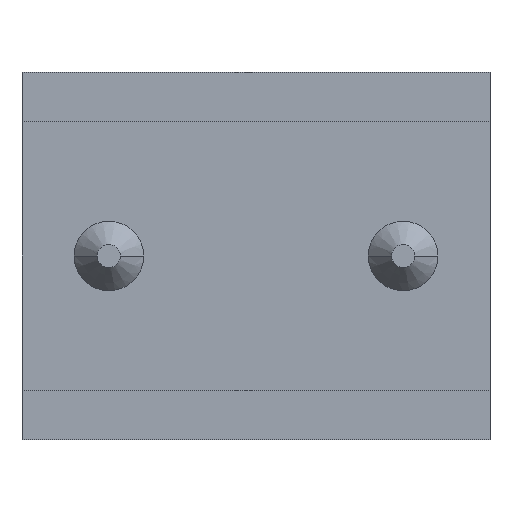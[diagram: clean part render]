
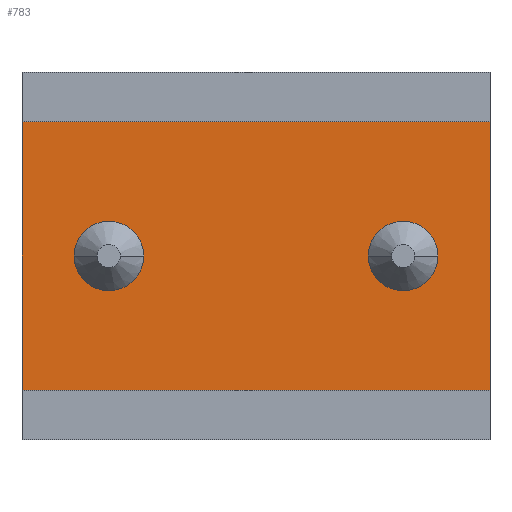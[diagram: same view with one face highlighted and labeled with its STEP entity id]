
A CAD part, front view. The second image highlights one B-rep face of the part: STEP entity #783.
In plain terms, the highlighted planar face has unit normal (0, -1, 0).
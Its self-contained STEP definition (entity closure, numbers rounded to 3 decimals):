
#153=DIRECTION('',(0.,0.,1.));
#154=VECTOR('',#153,4.63);
#155=CARTESIAN_POINT('',(4.04,-0.9,-2.315));
#156=LINE('',#155,#154);
#169=DIRECTION('',(0.,0.,-1.));
#170=VECTOR('',#169,4.63);
#171=CARTESIAN_POINT('',(-4.04,-0.9,2.315));
#172=LINE('',#171,#170);
#185=DIRECTION('',(-1.,0.,0.));
#186=VECTOR('',#185,8.08);
#187=CARTESIAN_POINT('',(4.04,-0.9,-2.315));
#188=LINE('',#187,#186);
#189=CARTESIAN_POINT('',(-2.54,-0.9,0.));
#190=DIRECTION('',(0.,1.,0.));
#191=DIRECTION('',(1.,0.,0.));
#192=AXIS2_PLACEMENT_3D('',#189,#190,#191);
#194=CARTESIAN_POINT('',(-2.54,-0.9,0.));
#195=DIRECTION('',(0.,1.,0.));
#196=DIRECTION('',(-1.,0.,0.));
#197=AXIS2_PLACEMENT_3D('',#194,#195,#196);
#199=CARTESIAN_POINT('',(2.54,-0.9,0.));
#200=DIRECTION('',(0.,1.,0.));
#201=DIRECTION('',(1.,0.,0.));
#202=AXIS2_PLACEMENT_3D('',#199,#200,#201);
#204=CARTESIAN_POINT('',(2.54,-0.9,0.));
#205=DIRECTION('',(0.,1.,0.));
#206=DIRECTION('',(-1.,0.,0.));
#207=AXIS2_PLACEMENT_3D('',#204,#205,#206);
#209=DIRECTION('',(-1.,0.,0.));
#210=VECTOR('',#209,8.08);
#211=CARTESIAN_POINT('',(4.04,-0.9,2.315));
#212=LINE('',#211,#210);
#421=CARTESIAN_POINT('',(-4.04,-0.9,2.315));
#422=CARTESIAN_POINT('',(-4.04,-0.9,-2.315));
#423=VERTEX_POINT('',#421);
#424=VERTEX_POINT('',#422);
#433=CARTESIAN_POINT('',(4.04,-0.9,-2.315));
#434=VERTEX_POINT('',#433);
#435=CARTESIAN_POINT('',(4.04,-0.9,2.315));
#436=VERTEX_POINT('',#435);
#441=CARTESIAN_POINT('',(-1.94,-0.9,0.));
#442=CARTESIAN_POINT('',(-3.14,-0.9,0.));
#443=VERTEX_POINT('',#441);
#444=VERTEX_POINT('',#442);
#485=CARTESIAN_POINT('',(3.14,-0.9,0.));
#486=CARTESIAN_POINT('',(1.94,-0.9,0.));
#487=VERTEX_POINT('',#485);
#488=VERTEX_POINT('',#486);
#759=CARTESIAN_POINT('',(4.04,-0.9,-2.315));
#760=DIRECTION('',(0.,1.,0.));
#761=DIRECTION('',(0.,0.,1.));
#762=AXIS2_PLACEMENT_3D('',#759,#760,#761);
#763=PLANE('',#762);
#764=ORIENTED_EDGE('',*,*,#743,.F.);
#766=ORIENTED_EDGE('',*,*,#765,.F.);
#767=ORIENTED_EDGE('',*,*,#708,.F.);
#768=ORIENTED_EDGE('',*,*,#730,.T.);
#769=EDGE_LOOP('',(#764,#766,#767,#768));
#770=FACE_OUTER_BOUND('',#769,.F.);
#772=ORIENTED_EDGE('',*,*,#771,.F.);
#774=ORIENTED_EDGE('',*,*,#773,.F.);
#775=EDGE_LOOP('',(#772,#774));
#776=FACE_BOUND('',#775,.F.);
#778=ORIENTED_EDGE('',*,*,#777,.F.);
#780=ORIENTED_EDGE('',*,*,#779,.F.);
#781=EDGE_LOOP('',(#778,#780));
#782=FACE_BOUND('',#781,.F.);
#783=ADVANCED_FACE('',(#770,#776,#782),#763,.F.);
#193=CIRCLE('',#192,0.6);
#198=CIRCLE('',#197,0.6);
#203=CIRCLE('',#202,0.6);
#208=CIRCLE('',#207,0.6);
#708=EDGE_CURVE('',#434,#436,#156,.T.);
#730=EDGE_CURVE('',#434,#424,#188,.T.);
#743=EDGE_CURVE('',#423,#424,#172,.T.);
#765=EDGE_CURVE('',#436,#423,#212,.T.);
#771=EDGE_CURVE('',#443,#444,#193,.T.);
#773=EDGE_CURVE('',#444,#443,#198,.T.);
#777=EDGE_CURVE('',#487,#488,#203,.T.);
#779=EDGE_CURVE('',#488,#487,#208,.T.);
